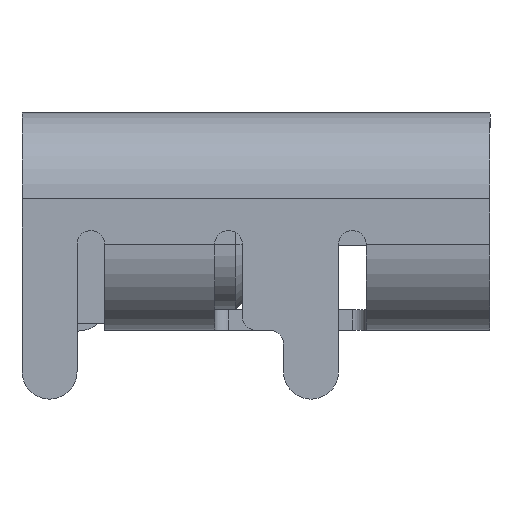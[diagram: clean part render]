
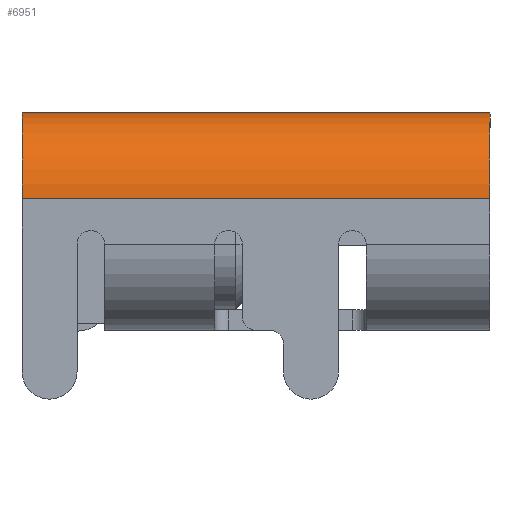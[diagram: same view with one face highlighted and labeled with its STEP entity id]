
A CAD part, left-side view. The second image highlights one B-rep face of the part: STEP entity #6951.
In plain terms, the highlighted cylindrical face has radius 1.25 mm (diameter 2.5 mm), a partial arc.
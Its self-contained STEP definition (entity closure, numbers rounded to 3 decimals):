
#46 = VERTEX_POINT ( 'NONE', #1024 ) ;
#80 = ORIENTED_EDGE ( 'NONE', *, *, #9375, .F. ) ;
#278 = ORIENTED_EDGE ( 'NONE', *, *, #3222, .F. ) ;
#449 = EDGE_CURVE ( 'NONE', #46, #9762, #6028, .T. ) ;
#672 = DIRECTION ( 'NONE',  ( 0., 1., 0. ) ) ;
#953 = CARTESIAN_POINT ( 'NONE',  ( -4.47, 2.3, 1.909 ) ) ;
#1024 = CARTESIAN_POINT ( 'NONE',  ( -4.47, -4.5, 1.909 ) ) ;
#1820 = VECTOR ( 'NONE', #8320, 1000. ) ;
#2143 = DIRECTION ( 'NONE',  ( 0., -1., 0. ) ) ;
#2355 = CIRCLE ( 'NONE', #3789, 1.25 ) ;
#2851 = CARTESIAN_POINT ( 'NONE',  ( -3.22, 2.3, 1.909 ) ) ;
#3222 = EDGE_CURVE ( 'NONE', #8362, #6375, #2355, .T. ) ;
#3789 = AXIS2_PLACEMENT_3D ( 'NONE', #2851, #672, #6553 ) ;
#3973 = AXIS2_PLACEMENT_3D ( 'NONE', #9655, #4347, #5870 ) ;
#4133 = CARTESIAN_POINT ( 'NONE',  ( -3.22, 2.3, 3.159 ) ) ;
#4307 = LINE ( 'NONE', #7302, #6882 ) ;
#4347 = DIRECTION ( 'NONE',  ( 0., 1., 0. ) ) ;
#4481 = CARTESIAN_POINT ( 'NONE',  ( -3.22, 2.3, 1.909 ) ) ;
#4582 = DIRECTION ( 'NONE',  ( -1., 0., 0. ) ) ;
#4660 = LINE ( 'NONE', #7671, #1820 ) ;
#5200 = AXIS2_PLACEMENT_3D ( 'NONE', #4481, #9145, #4582 ) ;
#5286 = CARTESIAN_POINT ( 'NONE',  ( -3.22, -4.5, 3.159 ) ) ;
#5870 = DIRECTION ( 'NONE',  ( -1., 0., 0. ) ) ;
#5959 = CYLINDRICAL_SURFACE ( 'NONE', #5200, 1.25 ) ;
#6028 = CIRCLE ( 'NONE', #3973, 1.25 ) ;
#6073 = ORIENTED_EDGE ( 'NONE', *, *, #6722, .T. ) ;
#6375 = VERTEX_POINT ( 'NONE', #4133 ) ;
#6553 = DIRECTION ( 'NONE',  ( -1., 0., 0. ) ) ;
#6722 = EDGE_CURVE ( 'NONE', #8362, #46, #4307, .T. ) ;
#6882 = VECTOR ( 'NONE', #2143, 1000. ) ;
#6951 = ADVANCED_FACE ( 'NONE', ( #9086 ), #5959, .T. ) ;
#7302 = CARTESIAN_POINT ( 'NONE',  ( -4.47, 2.3, 1.909 ) ) ;
#7671 = CARTESIAN_POINT ( 'NONE',  ( -3.22, 2.3, 3.159 ) ) ;
#8320 = DIRECTION ( 'NONE',  ( 0., -1., 0. ) ) ;
#8362 = VERTEX_POINT ( 'NONE', #953 ) ;
#9086 = FACE_OUTER_BOUND ( 'NONE', #9803, .T. ) ;
#9145 = DIRECTION ( 'NONE',  ( 0., -1., 0. ) ) ;
#9212 = ORIENTED_EDGE ( 'NONE', *, *, #449, .T. ) ;
#9375 = EDGE_CURVE ( 'NONE', #6375, #9762, #4660, .T. ) ;
#9655 = CARTESIAN_POINT ( 'NONE',  ( -3.22, -4.5, 1.909 ) ) ;
#9762 = VERTEX_POINT ( 'NONE', #5286 ) ;
#9803 = EDGE_LOOP ( 'NONE', ( #9212, #80, #278, #6073 ) ) ;
